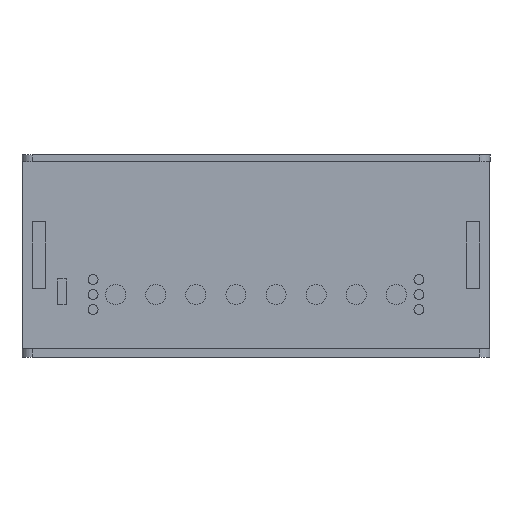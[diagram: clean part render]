
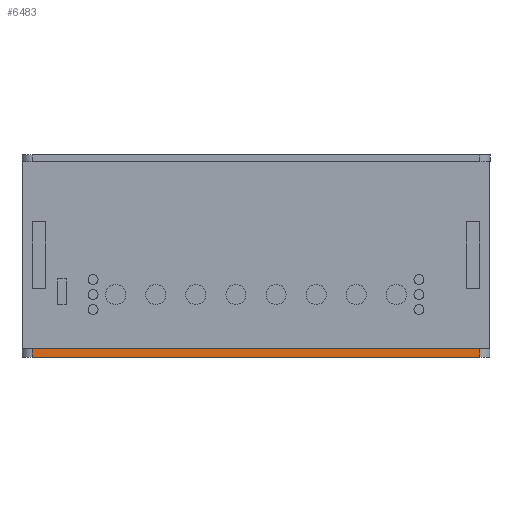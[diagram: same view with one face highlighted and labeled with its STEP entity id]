
A CAD part, front view. The second image highlights one B-rep face of the part: STEP entity #6483.
In plain terms, the highlighted planar face has unit normal (0, -1, 0).
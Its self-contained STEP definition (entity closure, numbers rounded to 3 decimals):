
#415=FACE_OUTER_BOUND('',#753,.T.);
#753=EDGE_LOOP('',(#5103,#5104,#5105,#5106));
#1343=LINE('',#9452,#2195);
#1389=LINE('',#9551,#2241);
#1459=LINE('',#9678,#2311);
#1460=LINE('',#9680,#2312);
#2195=VECTOR('',#7723,10.);
#2241=VECTOR('',#7781,10.);
#2311=VECTOR('',#7887,10.);
#2312=VECTOR('',#7890,10.);
#2941=VERTEX_POINT('',#9449);
#2942=VERTEX_POINT('',#9451);
#2983=VERTEX_POINT('',#9537);
#2989=VERTEX_POINT('',#9549);
#3676=EDGE_CURVE('',#2941,#2942,#1343,.T.);
#3727=EDGE_CURVE('',#2989,#2983,#1389,.T.);
#3797=EDGE_CURVE('',#2983,#2941,#1459,.T.);
#3798=EDGE_CURVE('',#2942,#2989,#1460,.T.);
#5103=ORIENTED_EDGE('',*,*,#3797,.F.);
#5104=ORIENTED_EDGE('',*,*,#3727,.F.);
#5105=ORIENTED_EDGE('',*,*,#3798,.F.);
#5106=ORIENTED_EDGE('',*,*,#3676,.F.);
#6206=PLANE('',#6879);
#6483=ADVANCED_FACE('',(#415),#6206,.T.);
#6879=AXIS2_PLACEMENT_3D('',#9679,#7888,#7889);
#7723=DIRECTION('',(1.,0.,0.));
#7781=DIRECTION('',(-1.,0.,0.));
#7887=DIRECTION('',(0.,0.,1.));
#7888=DIRECTION('center_axis',(0.,-1.,0.));
#7889=DIRECTION('ref_axis',(1.,0.,0.));
#7890=DIRECTION('',(0.,0.,-1.));
#9449=CARTESIAN_POINT('',(36.599,-7.59,-50.));
#9451=CARTESIAN_POINT('',(170.599,-7.59,-50.));
#9452=CARTESIAN_POINT('',(173.599,-7.59,-50.));
#9537=CARTESIAN_POINT('',(36.599,-7.59,-52.5));
#9549=CARTESIAN_POINT('',(170.599,-7.59,-52.5));
#9551=CARTESIAN_POINT('',(173.599,-7.59,-52.5));
#9678=CARTESIAN_POINT('',(36.599,-7.59,-52.5));
#9679=CARTESIAN_POINT('Origin',(33.599,-7.59,-52.5));
#9680=CARTESIAN_POINT('',(170.599,-7.59,-52.5));
